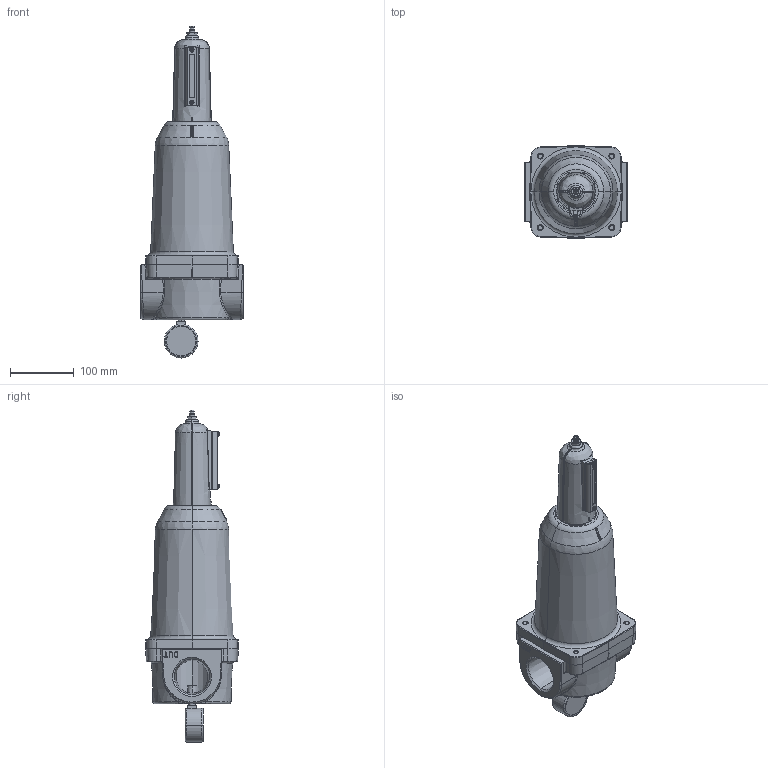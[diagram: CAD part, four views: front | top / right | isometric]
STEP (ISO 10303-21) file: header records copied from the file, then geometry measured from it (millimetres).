
FILE_DESCRIPTION (( 'STEP AP203' ), '1' );
FILE_NAME ('F160-20.STEP', '2021-11-25T05:33:22', ( '' ), ( '' ), 'SwSTEP 2.0', 'SolidWorks 2014', '' );
FILE_SCHEMA (( 'CONFIG_CONTROL_DESIGN' ));
Length unit declared in the file: millimetre
Products named in the file (9): F16001-20190218; PG20H1N; F16004; 20130919-70液面計; PART14; F7002-1; PNF7030; F16002-01-20190218; F160-20
Assembly tree (12 placements, depth 2):
  F160-20
    F16001-20190218
    F16002-01-20190218
    F7002-1
    PART14
    20130919-70液面計
    F16004  x4
    PNF7030  x2
    PG20H1N
Bounding box: 160 x 145 x 519.78 mm (x, y, z)
Volume: 1566583.9 mm3; surface area: 402021.1 mm2
Topology: 12 solids, 12 shells, 1470 faces, 3577 edges, 2159 vertices
Faces by surface type: plane 670, cylinder 391, bspline 190, cone 145, torus 60, sphere 14
Entity records: 51514 total; most frequent: CARTESIAN_POINT 22319, ORIENTED_EDGE 6142, DIRECTION 5481, EDGE_CURVE 3071, AXIS2_PLACEMENT_3D 1912, VERTEX_POINT 1842, LINE 1657, VECTOR 1657
